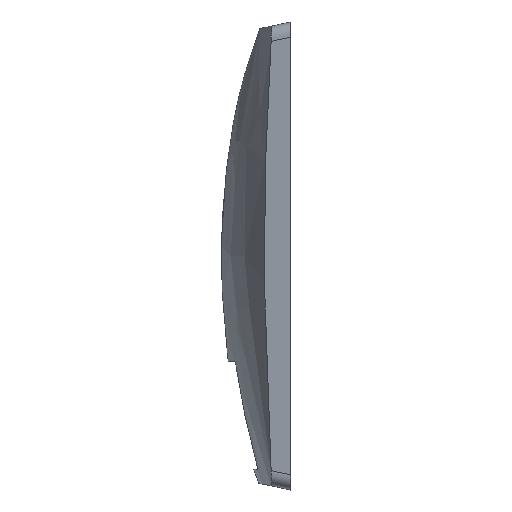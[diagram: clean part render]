
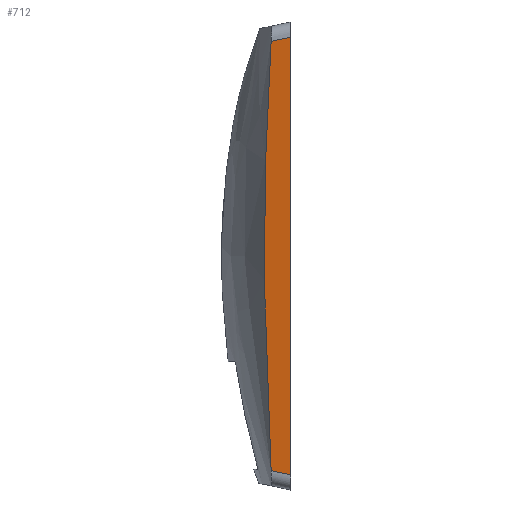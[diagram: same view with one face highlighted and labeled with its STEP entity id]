
A CAD part, left-side view. The second image highlights one B-rep face of the part: STEP entity #712.
In plain terms, the highlighted free-form (B-spline) face has degree [1, 1] with [2, 2] control points.
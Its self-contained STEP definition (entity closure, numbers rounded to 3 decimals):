
#84=ORIENTED_EDGE('trim curve',*,*,#382,.F.);
#85=ORIENTED_EDGE('trim curve',*,*,#364,.F.);
#86=ORIENTED_EDGE('trim curve',*,*,#383,.T.);
#87=ORIENTED_EDGE('trim curve',*,*,#350,.T.);
#261=VERTEX_POINT('Trimming Point',#962);
#267=VERTEX_POINT('Trimming Point',#1021);
#275=VERTEX_POINT('Trimming Point',#1431);
#276=VERTEX_POINT('Trimming Point',#1436);
#350=EDGE_CURVE('Edge Curve',#261,#267,#467,.T.);
#364=EDGE_CURVE('Edge Curve',#275,#276,#481,.T.);
#382=EDGE_CURVE('Edge Curve',#276,#267,#499,.T.);
#383=EDGE_CURVE('Edge Curve',#275,#261,#500,.T.);
#467=(
BOUNDED_CURVE()
B_SPLINE_CURVE(3,(#1046,#1047,#1048,#1049),.UNSPECIFIED.,.U.,.U.)
B_SPLINE_CURVE_WITH_KNOTS((4,4),(0.,30.634),.UNSPECIFIED.)
CURVE()
GEOMETRIC_REPRESENTATION_ITEM()
RATIONAL_B_SPLINE_CURVE((1.,1.,1.,1.))
REPRESENTATION_ITEM('node')
);
#481=(
BOUNDED_CURVE()
B_SPLINE_CURVE(3,(#1432,#1433,#1434,#1435,#1436),.UNSPECIFIED.,.U.,.U.)
B_SPLINE_CURVE_WITH_KNOTS((4,1,4),(0.043,0.51,
0.977),.UNSPECIFIED.)
CURVE()
GEOMETRIC_REPRESENTATION_ITEM()
RATIONAL_B_SPLINE_CURVE((1.,1.,1.,1.,1.))
REPRESENTATION_ITEM('node')
);
#499=(
BOUNDED_CURVE()
B_SPLINE_CURVE(1,(#1696,#1697),.UNSPECIFIED.,.U.,.U.)
B_SPLINE_CURVE_WITH_KNOTS((2,2),(0.469,0.892),.UNSPECIFIED.)
CURVE()
GEOMETRIC_REPRESENTATION_ITEM()
RATIONAL_B_SPLINE_CURVE((1.,1.))
REPRESENTATION_ITEM('node')
);
#500=(
BOUNDED_CURVE()
B_SPLINE_CURVE(1,(#1702,#1703),.UNSPECIFIED.,.U.,.U.)
B_SPLINE_CURVE_WITH_KNOTS((2,2),(-0.018,-0.004),
 .UNSPECIFIED.)
CURVE()
GEOMETRIC_REPRESENTATION_ITEM()
RATIONAL_B_SPLINE_CURVE((1.,1.))
REPRESENTATION_ITEM('node')
);
#584=EDGE_LOOP('trim boundary',(#84,#85,#86,#87));
#628=FACE_OUTER_BOUND('Boundary Edges',#584,.T.);
#670=(
BOUNDED_SURFACE()
B_SPLINE_SURFACE(1,1,((#1698,#1699),(#1700,#1701)),.UNSPECIFIED.,.U.,.U.,
 .U.)
B_SPLINE_SURFACE_WITH_KNOTS((2,2),(2,2),(4.443,324.587),
(-0.45,22.928),.UNSPECIFIED.)
GEOMETRIC_REPRESENTATION_ITEM()
RATIONAL_B_SPLINE_SURFACE(((1.,1.),(1.,1.)))
REPRESENTATION_ITEM('trim region')
SURFACE()
);
#712=ADVANCED_FACE('trim region',(#628),#670,.T.);
#962=CARTESIAN_POINT('CVs',(-274.07,-63.5,-29.371));
#1021=CARTESIAN_POINT('CVs',(-274.07,-63.5,276.971));
#1046=CARTESIAN_POINT('CVs',(-274.07,-63.5,-29.371));
#1047=CARTESIAN_POINT('CVs',(-274.07,-63.5,72.743));
#1048=CARTESIAN_POINT('CVs',(-274.07,-63.5,174.857));
#1049=CARTESIAN_POINT('CVs',(-274.07,-63.5,276.971));
#1431=CARTESIAN_POINT('CVs',(-271.168,-49.847,-26.469));
#1432=CARTESIAN_POINT('CVs',(-271.168,-49.847,-26.469));
#1433=CARTESIAN_POINT('CVs',(-270.483,-46.626,23.545));
#1434=CARTESIAN_POINT('CVs',(-269.797,-43.399,123.8));
#1435=CARTESIAN_POINT('CVs',(-270.483,-46.626,224.055));
#1436=CARTESIAN_POINT('CVs',(-271.168,-49.847,274.069));
#1696=CARTESIAN_POINT('CVs',(-271.168,-49.847,274.069));
#1697=CARTESIAN_POINT('CVs',(-274.07,-63.5,276.971));
#1698=CARTESIAN_POINT('CVs',(-274.907,-67.44,-36.272));
#1699=CARTESIAN_POINT('CVs',(-270.047,-44.573,-36.272));
#1700=CARTESIAN_POINT('CVs',(-274.907,-67.44,283.872));
#1701=CARTESIAN_POINT('CVs',(-270.047,-44.573,283.872));
#1702=CARTESIAN_POINT('CVs',(-271.168,-49.847,-26.469));
#1703=CARTESIAN_POINT('CVs',(-274.07,-63.5,-29.371));
